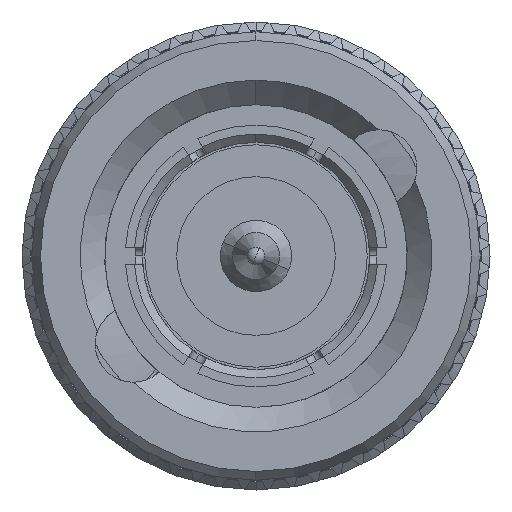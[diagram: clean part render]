
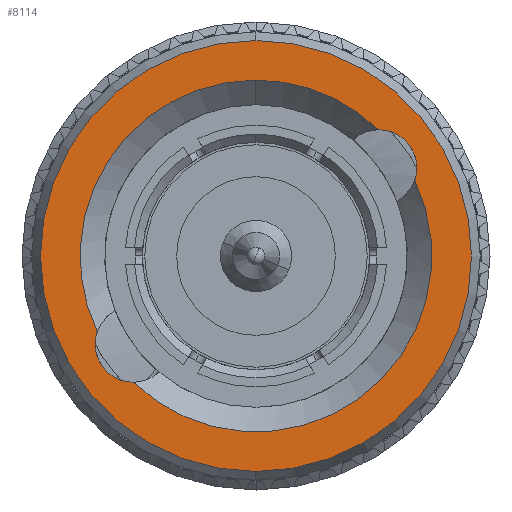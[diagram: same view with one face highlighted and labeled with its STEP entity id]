
A CAD part, left-side view. The second image highlights one B-rep face of the part: STEP entity #8114.
In plain terms, the highlighted planar face has unit normal (-1, 0, 0).
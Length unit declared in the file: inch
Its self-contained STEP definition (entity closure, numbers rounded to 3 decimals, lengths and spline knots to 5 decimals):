
#226 = CARTESIAN_POINT ( 'NONE',  ( -2.73075, 0.34669, 1.37836 ) ) ;
#514 = CARTESIAN_POINT ( 'NONE',  ( -2.73075, 0.19647, 1.48625 ) ) ;
#618 = EDGE_CURVE ( 'NONE', #15562, #2276, #14678, .T. ) ;
#882 = CIRCLE ( 'NONE', #14472, 0.04645 ) ;
#1115 = CIRCLE ( 'NONE', #16143, 0.21494 ) ;
#1267 = ORIENTED_EDGE ( 'NONE', *, *, #3264, .T. ) ;
#1404 = DIRECTION ( 'NONE',  ( 0., 0., -1. ) ) ;
#1509 = FACE_BOUND ( 'NONE', #5551, .T. ) ;
#1957 = EDGE_CURVE ( 'NONE', #10864, #8595, #882, .T. ) ;
#2010 = ORIENTED_EDGE ( 'NONE', *, *, #1957, .T. ) ;
#2020 = CIRCLE ( 'NONE', #8708, 0.21494 ) ;
#2237 = CARTESIAN_POINT ( 'NONE',  ( -2.73075, 0.19647, 1.74963 ) ) ;
#2276 = VERTEX_POINT ( 'NONE', #12034 ) ;
#2326 = DIRECTION ( 'NONE',  ( 1., 0., 0. ) ) ;
#2337 = AXIS2_PLACEMENT_3D ( 'NONE', #8663, #5292, #2685 ) ;
#2685 = DIRECTION ( 'NONE',  ( 0., 0., 1. ) ) ;
#2948 = CARTESIAN_POINT ( 'NONE',  ( -2.73075, 0.19647, 1.48625 ) ) ;
#2953 = DIRECTION ( 'NONE',  ( 1., 0., 0. ) ) ;
#3045 = CIRCLE ( 'NONE', #4924, 0.21494 ) ;
#3264 = EDGE_CURVE ( 'NONE', #10459, #13462, #3045, .T. ) ;
#3524 = AXIS2_PLACEMENT_3D ( 'NONE', #226, #5343, #1404 ) ;
#4383 = EDGE_LOOP ( 'NONE', ( #13764, #9717 ) ) ;
#4924 = AXIS2_PLACEMENT_3D ( 'NONE', #6217, #6133, #7225 ) ;
#4975 = ORIENTED_EDGE ( 'NONE', *, *, #6575, .T. ) ;
#5146 = CARTESIAN_POINT ( 'NONE',  ( -2.73075, 0.34608, 1.33191 ) ) ;
#5292 = DIRECTION ( 'NONE',  ( 1., 0., 0. ) ) ;
#5328 = ORIENTED_EDGE ( 'NONE', *, *, #9714, .T. ) ;
#5343 = DIRECTION ( 'NONE',  ( 1., 0., 0. ) ) ;
#5350 = CIRCLE ( 'NONE', #6150, 0.26339 ) ;
#5551 = EDGE_LOOP ( 'NONE', ( #13423, #1267, #4975, #15924, #5328, #14169, #2010 ) ) ;
#5630 = DIRECTION ( 'NONE',  ( 0., 0., 1. ) ) ;
#5796 = CARTESIAN_POINT ( 'NONE',  ( -2.73075, 0.19647, 1.48625 ) ) ;
#6117 = CARTESIAN_POINT ( 'NONE',  ( -2.73075, 0.04687, 1.64058 ) ) ;
#6133 = DIRECTION ( 'NONE',  ( 1., 0., 0. ) ) ;
#6150 = AXIS2_PLACEMENT_3D ( 'NONE', #514, #13186, #5630 ) ;
#6217 = CARTESIAN_POINT ( 'NONE',  ( -2.73075, 0.19647, 1.48625 ) ) ;
#6566 = CARTESIAN_POINT ( 'NONE',  ( -2.73075, 0.34669, 1.37836 ) ) ;
#6575 = EDGE_CURVE ( 'NONE', #13462, #15562, #9661, .T. ) ;
#7225 = DIRECTION ( 'NONE',  ( 0., 0., -1. ) ) ;
#7677 = CARTESIAN_POINT ( 'NONE',  ( -2.73075, 0.39051, 1.39377 ) ) ;
#7892 = DIRECTION ( 'NONE',  ( 0., 0., 1. ) ) ;
#7902 = EDGE_CURVE ( 'NONE', #13983, #13889, #5350, .T. ) ;
#7948 = CARTESIAN_POINT ( 'NONE',  ( -2.73075, 0.19647, 1.22286 ) ) ;
#8114 = ADVANCED_FACE ( 'NONE', ( #1509, #10139 ), #11578, .F. ) ;
#8145 = AXIS2_PLACEMENT_3D ( 'NONE', #2948, #14292, #7892 ) ;
#8595 = VERTEX_POINT ( 'NONE', #7677 ) ;
#8663 = CARTESIAN_POINT ( 'NONE',  ( -2.73075, 0.04626, 1.59413 ) ) ;
#8708 = AXIS2_PLACEMENT_3D ( 'NONE', #5796, #9485, #10916 ) ;
#8954 = CIRCLE ( 'NONE', #8145, 0.26339 ) ;
#9117 = CARTESIAN_POINT ( 'NONE',  ( -2.73075, 0.19647, 1.48625 ) ) ;
#9485 = DIRECTION ( 'NONE',  ( 1., 0., 0. ) ) ;
#9622 = EDGE_CURVE ( 'NONE', #11360, #10864, #13438, .T. ) ;
#9661 = CIRCLE ( 'NONE', #11554, 0.04645 ) ;
#9714 = EDGE_CURVE ( 'NONE', #2276, #11360, #1115, .T. ) ;
#9717 = ORIENTED_EDGE ( 'NONE', *, *, #10581, .T. ) ;
#9878 = CARTESIAN_POINT ( 'NONE',  ( -2.73075, 0.04626, 1.59413 ) ) ;
#10139 = FACE_OUTER_BOUND ( 'NONE', #4383, .T. ) ;
#10375 = DIRECTION ( 'NONE',  ( 0., 0., -1. ) ) ;
#10390 = DIRECTION ( 'NONE',  ( 0., 0., -1. ) ) ;
#10459 = VERTEX_POINT ( 'NONE', #12858 ) ;
#10581 = EDGE_CURVE ( 'NONE', #13889, #13983, #8954, .T. ) ;
#10864 = VERTEX_POINT ( 'NONE', #14916 ) ;
#10916 = DIRECTION ( 'NONE',  ( 0., 0., -1. ) ) ;
#11360 = VERTEX_POINT ( 'NONE', #5146 ) ;
#11554 = AXIS2_PLACEMENT_3D ( 'NONE', #9878, #2326, #13655 ) ;
#11578 = PLANE ( 'NONE',  #16361 ) ;
#11641 = DIRECTION ( 'NONE',  ( 1., 0., 0. ) ) ;
#11745 = DIRECTION ( 'NONE',  ( 1., 0., 0. ) ) ;
#12034 = CARTESIAN_POINT ( 'NONE',  ( -2.73075, 0.00244, 1.57872 ) ) ;
#12858 = CARTESIAN_POINT ( 'NONE',  ( -2.73075, 0.19647, 1.70119 ) ) ;
#12867 = DIRECTION ( 'NONE',  ( 0., 0., -1. ) ) ;
#13186 = DIRECTION ( 'NONE',  ( -1., 0., 0. ) ) ;
#13423 = ORIENTED_EDGE ( 'NONE', *, *, #15108, .T. ) ;
#13438 = CIRCLE ( 'NONE', #3524, 0.04645 ) ;
#13462 = VERTEX_POINT ( 'NONE', #6117 ) ;
#13655 = DIRECTION ( 'NONE',  ( 0., 0., 1. ) ) ;
#13764 = ORIENTED_EDGE ( 'NONE', *, *, #7902, .T. ) ;
#13889 = VERTEX_POINT ( 'NONE', #2237 ) ;
#13983 = VERTEX_POINT ( 'NONE', #14412 ) ;
#14169 = ORIENTED_EDGE ( 'NONE', *, *, #9622, .T. ) ;
#14292 = DIRECTION ( 'NONE',  ( -1., 0., 0. ) ) ;
#14412 = CARTESIAN_POINT ( 'NONE',  ( -2.73075, 0.19647, 1.22286 ) ) ;
#14472 = AXIS2_PLACEMENT_3D ( 'NONE', #6566, #2953, #12867 ) ;
#14678 = CIRCLE ( 'NONE', #2337, 0.04645 ) ;
#14916 = CARTESIAN_POINT ( 'NONE',  ( -2.73075, 0.34669, 1.33191 ) ) ;
#15108 = EDGE_CURVE ( 'NONE', #8595, #10459, #2020, .T. ) ;
#15562 = VERTEX_POINT ( 'NONE', #16368 ) ;
#15924 = ORIENTED_EDGE ( 'NONE', *, *, #618, .T. ) ;
#16143 = AXIS2_PLACEMENT_3D ( 'NONE', #9117, #11641, #10375 ) ;
#16361 = AXIS2_PLACEMENT_3D ( 'NONE', #7948, #11745, #10390 ) ;
#16368 = CARTESIAN_POINT ( 'NONE',  ( -2.73075, 0.04626, 1.64058 ) ) ;
